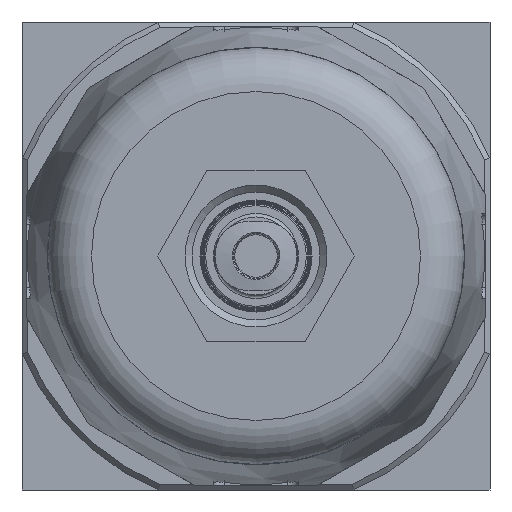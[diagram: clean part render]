
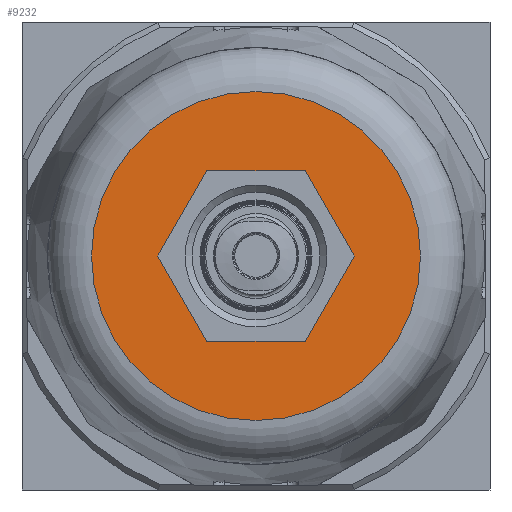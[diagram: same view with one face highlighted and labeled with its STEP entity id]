
A CAD part, front view. The second image highlights one B-rep face of the part: STEP entity #9232.
In plain terms, the highlighted planar face has unit normal (0, -1, 0).
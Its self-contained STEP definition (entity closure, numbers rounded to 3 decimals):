
#772=CIRCLE('',#9910,23.2);
#2040=ORIENTED_EDGE('',*,*,#3376,.T.);
#2041=ORIENTED_EDGE('',*,*,#3377,.T.);
#2042=ORIENTED_EDGE('',*,*,#3378,.T.);
#2043=ORIENTED_EDGE('',*,*,#3379,.T.);
#2044=ORIENTED_EDGE('',*,*,#3380,.T.);
#2045=ORIENTED_EDGE('',*,*,#3381,.T.);
#2046=ORIENTED_EDGE('',*,*,#3382,.T.);
#3376=EDGE_CURVE('',#4150,#4150,#772,.T.);
#3377=EDGE_CURVE('',#4151,#4152,#4584,.T.);
#3378=EDGE_CURVE('',#4152,#4153,#4585,.T.);
#3379=EDGE_CURVE('',#4153,#4154,#4586,.T.);
#3380=EDGE_CURVE('',#4154,#4155,#4587,.T.);
#3381=EDGE_CURVE('',#4155,#4156,#4588,.T.);
#3382=EDGE_CURVE('',#4156,#4151,#4589,.T.);
#4150=VERTEX_POINT('',#13976);
#4151=VERTEX_POINT('',#13978);
#4152=VERTEX_POINT('',#13979);
#4153=VERTEX_POINT('',#13981);
#4154=VERTEX_POINT('',#13983);
#4155=VERTEX_POINT('',#13985);
#4156=VERTEX_POINT('',#13987);
#4584=LINE('',#13977,#4912);
#4585=LINE('',#13980,#4913);
#4586=LINE('',#13982,#4914);
#4587=LINE('',#13984,#4915);
#4588=LINE('',#13986,#4916);
#4589=LINE('',#13988,#4917);
#4912=VECTOR('',#11361,1000.);
#4913=VECTOR('',#11362,1000.);
#4914=VECTOR('',#11363,1000.);
#4915=VECTOR('',#11364,1000.);
#4916=VECTOR('',#11365,1000.);
#4917=VECTOR('',#11366,1000.);
#5353=EDGE_LOOP('',(#2040));
#5354=EDGE_LOOP('',(#2041,#2042,#2043,#2044,#2045,#2046));
#5901=FACE_BOUND('',#5353,.T.);
#5902=FACE_BOUND('',#5354,.T.);
#6268=PLANE('',#9909);
#9232=ADVANCED_FACE('',(#5901,#5902),#6268,.F.);
#9909=AXIS2_PLACEMENT_3D('',#13974,#11357,#11358);
#9910=AXIS2_PLACEMENT_3D('',#13975,#11359,#11360);
#11357=DIRECTION('',(0.,1.,0.));
#11358=DIRECTION('',(0.,0.,1.));
#11359=DIRECTION('',(0.,-1.,0.));
#11360=DIRECTION('',(0.,0.,-1.));
#11361=DIRECTION('',(0.,0.,1.));
#11362=DIRECTION('',(0.866,0.,0.5));
#11363=DIRECTION('',(0.866,0.,-0.5));
#11364=DIRECTION('',(0.,0.,-1.));
#11365=DIRECTION('',(-0.866,0.,-0.5));
#11366=DIRECTION('',(-0.866,0.,0.5));
#13974=CARTESIAN_POINT('',(23.2,-164.,0.));
#13975=CARTESIAN_POINT('',(0.,-164.,0.));
#13976=CARTESIAN_POINT('',(0.,-164.,-23.2));
#13977=CARTESIAN_POINT('',(-12.,-164.,-6.928));
#13978=CARTESIAN_POINT('',(-12.,-164.,-6.928));
#13979=CARTESIAN_POINT('',(-12.,-164.,6.928));
#13980=CARTESIAN_POINT('',(-12.,-164.,6.928));
#13981=CARTESIAN_POINT('',(0.,-164.,13.856));
#13982=CARTESIAN_POINT('',(0.,-164.,13.856));
#13983=CARTESIAN_POINT('',(12.,-164.,6.928));
#13984=CARTESIAN_POINT('',(12.,-164.,6.928));
#13985=CARTESIAN_POINT('',(12.,-164.,-6.928));
#13986=CARTESIAN_POINT('',(12.,-164.,-6.928));
#13987=CARTESIAN_POINT('',(0.,-164.,-13.856));
#13988=CARTESIAN_POINT('',(0.,-164.,-13.856));
